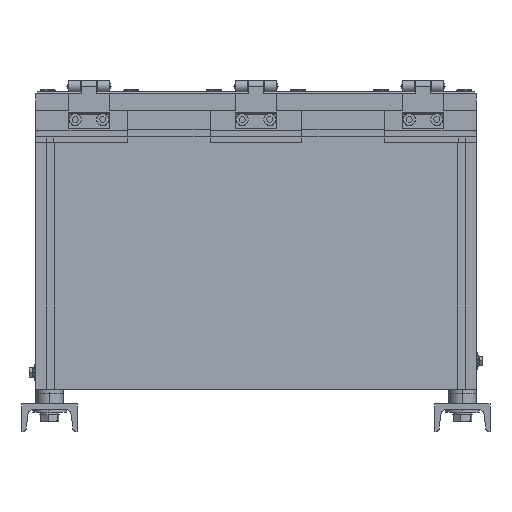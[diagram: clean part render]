
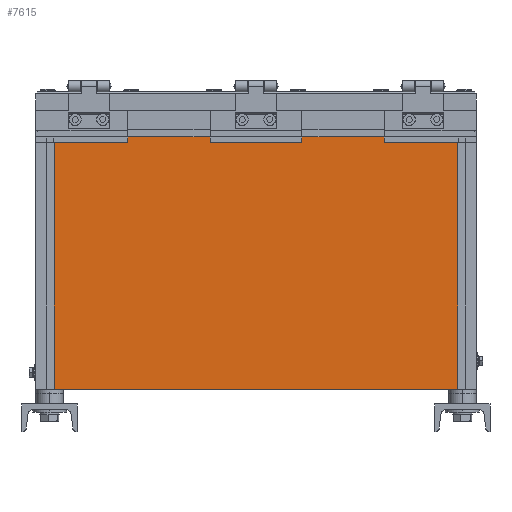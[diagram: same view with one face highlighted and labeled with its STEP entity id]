
A CAD part, left-side view. The second image highlights one B-rep face of the part: STEP entity #7615.
In plain terms, the highlighted planar face has unit normal (-1, 0, 0).
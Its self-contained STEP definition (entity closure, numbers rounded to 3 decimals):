
#30 = DIRECTION ( 'NONE',  ( 1., 0., 0. ) ) ;
#623 = CARTESIAN_POINT ( 'NONE',  ( -240., 240., 304. ) ) ;
#1038 = CARTESIAN_POINT ( 'NONE',  ( -240., -220., 304. ) ) ;
#2163 = CARTESIAN_POINT ( 'NONE',  ( -240., -220., 0. ) ) ;
#2385 = VERTEX_POINT ( 'NONE', #33712 ) ;
#2390 = CARTESIAN_POINT ( 'NONE',  ( -240., 140., 269. ) ) ;
#3521 = EDGE_CURVE ( 'NONE', #18234, #21230, #31905, .T. ) ;
#4597 = DIRECTION ( 'NONE',  ( 0., -1., 0. ) ) ;
#4684 = VECTOR ( 'NONE', #4597, 1000. ) ;
#4694 = EDGE_CURVE ( 'NONE', #32531, #4738, #31011, .T. ) ;
#4738 = VERTEX_POINT ( 'NONE', #30494 ) ;
#5112 = EDGE_CURVE ( 'NONE', #14653, #2385, #25596, .T. ) ;
#5151 = VECTOR ( 'NONE', #27426, 1000. ) ;
#5637 = CARTESIAN_POINT ( 'NONE',  ( -240., -140., 275. ) ) ;
#6402 = VECTOR ( 'NONE', #21058, 1000. ) ;
#7272 = CARTESIAN_POINT ( 'NONE',  ( -240., 140., 269. ) ) ;
#7615 = ADVANCED_FACE ( 'NONE', ( #16649 ), #11182, .F. ) ;
#7827 = EDGE_CURVE ( 'NONE', #28860, #23646, #9914, .T. ) ;
#7861 = CARTESIAN_POINT ( 'NONE',  ( -240., 720.001, 275. ) ) ;
#7991 = DIRECTION ( 'NONE',  ( 0., -1., 0. ) ) ;
#8039 = EDGE_CURVE ( 'NONE', #17992, #18234, #24528, .T. ) ;
#8319 = DIRECTION ( 'NONE',  ( 0., 0., -1. ) ) ;
#9456 = LINE ( 'NONE', #26669, #16599 ) ;
#9505 = CARTESIAN_POINT ( 'NONE',  ( -240., -50., 269. ) ) ;
#9760 = VECTOR ( 'NONE', #23349, 1000. ) ;
#9914 = LINE ( 'NONE', #27623, #17062 ) ;
#10730 = CARTESIAN_POINT ( 'NONE',  ( -240., 240., 0. ) ) ;
#11182 = PLANE ( 'NONE',  #19852 ) ;
#11541 = VECTOR ( 'NONE', #11708, 1000. ) ;
#11708 = DIRECTION ( 'NONE',  ( 0., 0., -1. ) ) ;
#12147 = VECTOR ( 'NONE', #31298, 1000. ) ;
#12566 = CARTESIAN_POINT ( 'NONE',  ( -240., 720.001, 275. ) ) ;
#12696 = EDGE_CURVE ( 'NONE', #23928, #17992, #31772, .T. ) ;
#12716 = CARTESIAN_POINT ( 'NONE',  ( -240., -50., 269. ) ) ;
#12844 = EDGE_CURVE ( 'NONE', #14703, #32531, #32167, .T. ) ;
#13513 = LINE ( 'NONE', #2390, #6402 ) ;
#13524 = ORIENTED_EDGE ( 'NONE', *, *, #29952, .T. ) ;
#13611 = CARTESIAN_POINT ( 'NONE',  ( -240., 50., 269. ) ) ;
#13745 = CARTESIAN_POINT ( 'NONE',  ( -240., -140., 269. ) ) ;
#14196 = CARTESIAN_POINT ( 'NONE',  ( -240., -240., 269. ) ) ;
#14222 = ORIENTED_EDGE ( 'NONE', *, *, #25319, .F. ) ;
#14653 = VERTEX_POINT ( 'NONE', #29375 ) ;
#14703 = VERTEX_POINT ( 'NONE', #24531 ) ;
#14888 = ORIENTED_EDGE ( 'NONE', *, *, #5112, .F. ) ;
#16599 = VECTOR ( 'NONE', #7991, 1000. ) ;
#16649 = FACE_OUTER_BOUND ( 'NONE', #25439, .T. ) ;
#16968 = VECTOR ( 'NONE', #8319, 1000. ) ;
#17062 = VECTOR ( 'NONE', #29377, 1000. ) ;
#17472 = VECTOR ( 'NONE', #31750, 1000. ) ;
#17819 = LINE ( 'NONE', #21499, #16968 ) ;
#17992 = VERTEX_POINT ( 'NONE', #25384 ) ;
#18234 = VERTEX_POINT ( 'NONE', #5637 ) ;
#19599 = ORIENTED_EDGE ( 'NONE', *, *, #7827, .F. ) ;
#19852 = AXIS2_PLACEMENT_3D ( 'NONE', #623, #30, #30611 ) ;
#20006 = ORIENTED_EDGE ( 'NONE', *, *, #12844, .T. ) ;
#21043 = ORIENTED_EDGE ( 'NONE', *, *, #22132, .F. ) ;
#21058 = DIRECTION ( 'NONE',  ( 0., 0., 1. ) ) ;
#21230 = VERTEX_POINT ( 'NONE', #13745 ) ;
#21499 = CARTESIAN_POINT ( 'NONE',  ( -240., 220., 304. ) ) ;
#22132 = EDGE_CURVE ( 'NONE', #2385, #22710, #13513, .T. ) ;
#22586 = ORIENTED_EDGE ( 'NONE', *, *, #3521, .F. ) ;
#22710 = VERTEX_POINT ( 'NONE', #33894 ) ;
#23349 = DIRECTION ( 'NONE',  ( 0., 0., 1. ) ) ;
#23646 = VERTEX_POINT ( 'NONE', #13611 ) ;
#23928 = VERTEX_POINT ( 'NONE', #9505 ) ;
#24066 = VECTOR ( 'NONE', #32773, 1000. ) ;
#24528 = LINE ( 'NONE', #7861, #17472 ) ;
#24531 = CARTESIAN_POINT ( 'NONE',  ( -240., 220., 0. ) ) ;
#24755 = VECTOR ( 'NONE', #27649, 1000. ) ;
#25319 = EDGE_CURVE ( 'NONE', #22710, #28860, #26312, .T. ) ;
#25384 = CARTESIAN_POINT ( 'NONE',  ( -240., -50., 275. ) ) ;
#25439 = EDGE_LOOP ( 'NONE', ( #21043, #14888, #13524, #20006, #29162, #25542, #22586, #32592, #31686, #29820, #19599, #14222 ) ) ;
#25542 = ORIENTED_EDGE ( 'NONE', *, *, #29425, .F. ) ;
#25596 = LINE ( 'NONE', #7272, #5151 ) ;
#26312 = LINE ( 'NONE', #12566, #12147 ) ;
#26669 = CARTESIAN_POINT ( 'NONE',  ( -240., -50., 269. ) ) ;
#27167 = CARTESIAN_POINT ( 'NONE',  ( -240., 50., 275. ) ) ;
#27426 = DIRECTION ( 'NONE',  ( 0., -1., 0. ) ) ;
#27623 = CARTESIAN_POINT ( 'NONE',  ( -240., 50., 269. ) ) ;
#27649 = DIRECTION ( 'NONE',  ( 0., 0., 1. ) ) ;
#28860 = VERTEX_POINT ( 'NONE', #27167 ) ;
#29162 = ORIENTED_EDGE ( 'NONE', *, *, #4694, .T. ) ;
#29207 = EDGE_CURVE ( 'NONE', #23646, #23928, #9456, .T. ) ;
#29375 = CARTESIAN_POINT ( 'NONE',  ( -240., 220., 269. ) ) ;
#29377 = DIRECTION ( 'NONE',  ( 0., 0., -1. ) ) ;
#29425 = EDGE_CURVE ( 'NONE', #21230, #4738, #32761, .T. ) ;
#29820 = ORIENTED_EDGE ( 'NONE', *, *, #29207, .F. ) ;
#29952 = EDGE_CURVE ( 'NONE', #14653, #14703, #17819, .T. ) ;
#30494 = CARTESIAN_POINT ( 'NONE',  ( -240., -220., 269. ) ) ;
#30611 = DIRECTION ( 'NONE',  ( 0., 0., -1. ) ) ;
#31011 = LINE ( 'NONE', #1038, #9760 ) ;
#31298 = DIRECTION ( 'NONE',  ( 0., -1., 0. ) ) ;
#31686 = ORIENTED_EDGE ( 'NONE', *, *, #12696, .F. ) ;
#31750 = DIRECTION ( 'NONE',  ( 0., -1., 0. ) ) ;
#31772 = LINE ( 'NONE', #12716, #24755 ) ;
#31905 = LINE ( 'NONE', #32831, #11541 ) ;
#32167 = LINE ( 'NONE', #10730, #4684 ) ;
#32531 = VERTEX_POINT ( 'NONE', #2163 ) ;
#32592 = ORIENTED_EDGE ( 'NONE', *, *, #8039, .F. ) ;
#32761 = LINE ( 'NONE', #14196, #24066 ) ;
#32773 = DIRECTION ( 'NONE',  ( 0., -1., 0. ) ) ;
#32831 = CARTESIAN_POINT ( 'NONE',  ( -240., -140., 269. ) ) ;
#33712 = CARTESIAN_POINT ( 'NONE',  ( -240., 140., 269. ) ) ;
#33894 = CARTESIAN_POINT ( 'NONE',  ( -240., 140., 275. ) ) ;
